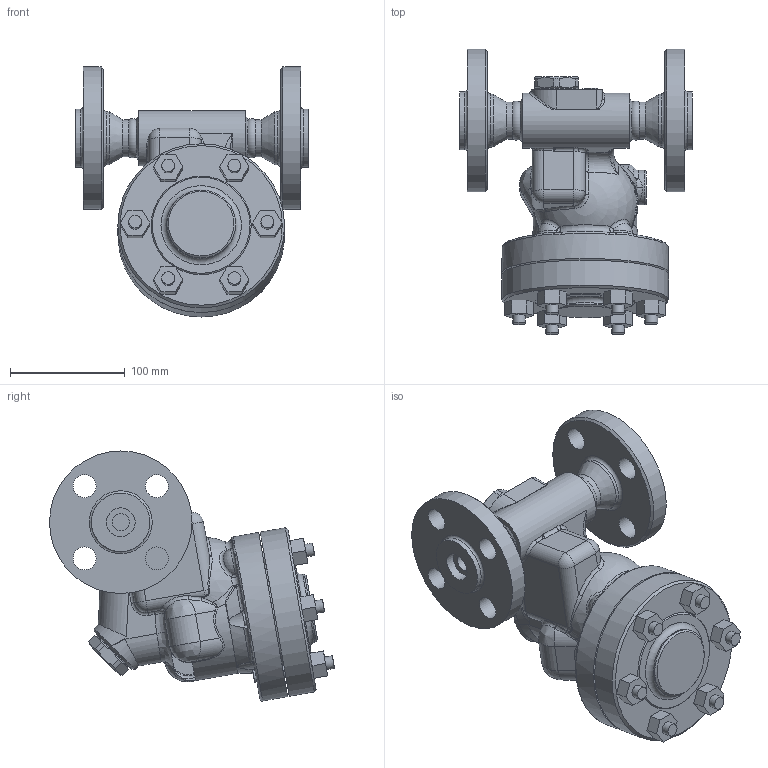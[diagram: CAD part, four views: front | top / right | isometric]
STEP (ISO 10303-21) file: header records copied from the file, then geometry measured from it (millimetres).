
FILE_DESCRIPTION(/* description */ (''),/* implementation_level */ '2;1');
FILE_NAME(/* name */ 'sh5nh-025-a0600-00.stp',/* time_stamp */ '2021-03-29T10:15:41+09:00',/* author */ ('nakaot'),/* organization */ (''),/* preprocessor_version */ 'ST-DEVELOPER v18',/* originating_system */ 'Autodesk Inventor 2020',/* authorisation */ '');
FILE_SCHEMA (('AUTOMOTIVE_DESIGN { 1 0 10303 214 3 1 1 }'));
Length unit declared in the file: millimetre
Products named in the file (1): sh5nh-025-a0600-00
Bounding box: 202 x 247.95 x 217.51 mm (x, y, z)
Volume: 2523119 mm3; surface area: 221186.7 mm2
Topology: 1 solids, 1 shells, 391 faces, 1004 edges, 645 vertices
Faces by surface type: plane 133, cylinder 105, bspline 73, torus 40, cone 22, sphere 18
Full cylindrical faces by diameter (mm): 10.989 x12, 12.376 x6, 15 x2, 20 x8, 25 x2, 30 x1, 32 x2, 38 x2, 48 x1, 50.8 x2, 60 x1, 97 x1, 124 x2, 145 x2
Entity records: 15458 total; most frequent: CARTESIAN_POINT 6167, ORIENTED_EDGE 1988, DIRECTION 1860, EDGE_CURVE 994, AXIS2_PLACEMENT_3D 773, VERTEX_POINT 645, EDGE_LOOP 459, CIRCLE 439
